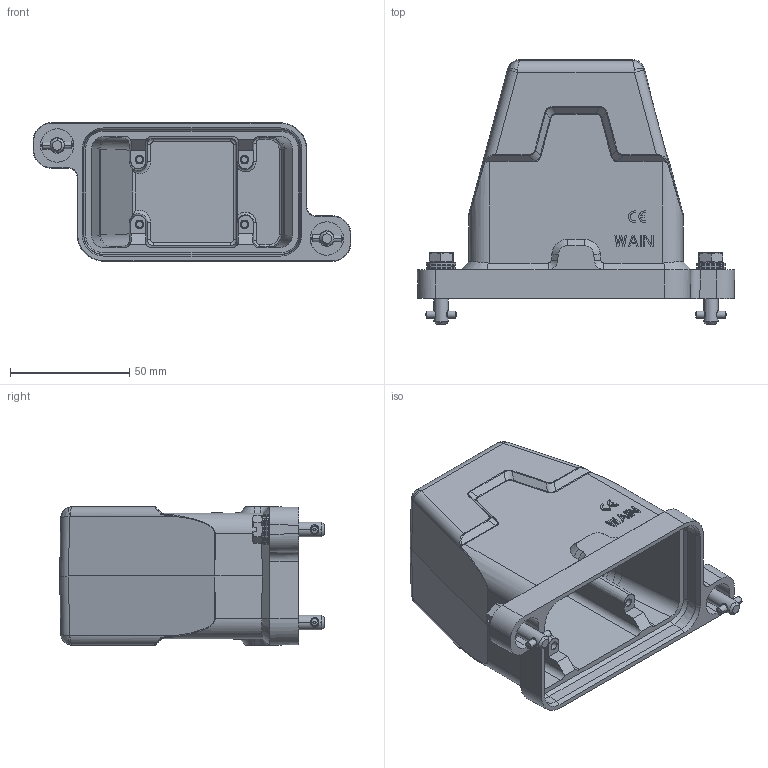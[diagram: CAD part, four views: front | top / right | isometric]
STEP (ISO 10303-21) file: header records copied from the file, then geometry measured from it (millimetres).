
FILE_DESCRIPTION(/* description */ (''),/* implementation_level */ '2;1');
FILE_NAME(/* name */ '3D_1136065405012_HP6B_H-SEH-2T-PG29_V1.1.STP',/* time_stamp */ '2024-01-11T14:15:51+08:00',/* author */ (''),/* organization */ (''),/* preprocessor_version */ 'ST-DEVELOPER v18.1',/* originating_system */ 'SIEMENS PLM Software NX 1980',/* authorisation */ '');
FILE_SCHEMA (('AP203_CONFIGURATION_CONTROLLED_3D_DESIGN_OF_MECHANICAL_PARTS_AND_ASSEMBLIES_MIM_LF { 1 0 10303 403 2 1 2}'));
Length unit declared in the file: millimetre
Products named in the file (1): temp
Bounding box: 133 x 110.89 x 58 mm (x, y, z)
Volume: 159986.3 mm3; surface area: 64433.8 mm2
Topology: 3 solids, 7 shells, 756 faces, 1993 edges, 1280 vertices
Faces by surface type: plane 382, cylinder 198, cone 68, bspline 64, torus 34, sphere 10
Entity records: 31406 total; most frequent: CARTESIAN_POINT 14318, ORIENTED_EDGE 3986, DIRECTION 2810, EDGE_CURVE 1993, VERTEX_POINT 1280, LINE 948, VECTOR 948, AXIS2_PLACEMENT_3D 931
